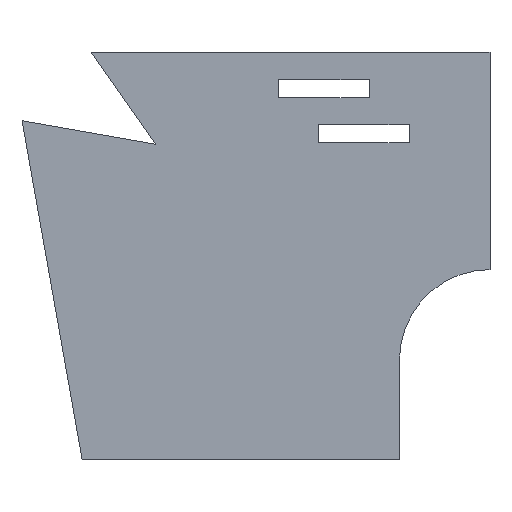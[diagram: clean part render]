
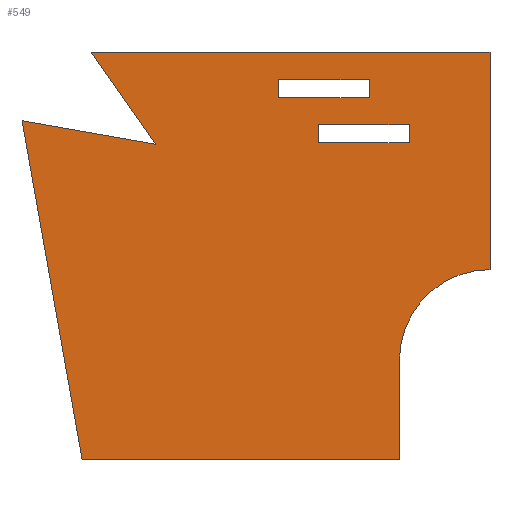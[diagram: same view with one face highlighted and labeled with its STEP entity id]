
A CAD part, front view. The second image highlights one B-rep face of the part: STEP entity #549.
In plain terms, the highlighted planar face has unit normal (0, -1, 0).
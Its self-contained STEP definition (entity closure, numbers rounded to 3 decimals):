
#70=CARTESIAN_POINT('Vertex',(-310.,-455.,-170.)) ;
#75=CARTESIAN_POINT('Line Origine',(-343.179,-455.,17.081)) ;
#79=CARTESIAN_POINT('Vertex',(-376.358,-455.,204.161)) ;
#106=CARTESIAN_POINT('Line Origine',(-302.484,-455.,191.211)) ;
#110=CARTESIAN_POINT('Vertex',(-228.611,-455.,178.261)) ;
#137=CARTESIAN_POINT('Line Origine',(-264.305,-455.,229.13)) ;
#141=CARTESIAN_POINT('Vertex',(-300.,-455.,280.)) ;
#168=CARTESIAN_POINT('Line Origine',(-80.,-455.,280.)) ;
#172=CARTESIAN_POINT('Vertex',(140.,-455.,280.)) ;
#212=CARTESIAN_POINT('Vertex',(6.716,-455.,249.437)) ;
#215=CARTESIAN_POINT('Line Origine',(-43.284,-455.,249.437)) ;
#219=CARTESIAN_POINT('Vertex',(-93.284,-455.,249.437)) ;
#246=CARTESIAN_POINT('Line Origine',(-93.284,-455.,239.437)) ;
#250=CARTESIAN_POINT('Vertex',(-93.284,-455.,229.437)) ;
#277=CARTESIAN_POINT('Line Origine',(-43.284,-455.,229.437)) ;
#281=CARTESIAN_POINT('Vertex',(6.716,-455.,229.437)) ;
#306=CARTESIAN_POINT('Line Origine',(6.716,-455.,239.437)) ;
#336=CARTESIAN_POINT('Vertex',(50.791,-455.,200.028)) ;
#339=CARTESIAN_POINT('Line Origine',(0.791,-455.,200.028)) ;
#343=CARTESIAN_POINT('Vertex',(-49.209,-455.,200.028)) ;
#370=CARTESIAN_POINT('Line Origine',(-49.209,-455.,190.028)) ;
#374=CARTESIAN_POINT('Vertex',(-49.209,-455.,180.028)) ;
#401=CARTESIAN_POINT('Line Origine',(0.791,-455.,180.028)) ;
#405=CARTESIAN_POINT('Vertex',(50.791,-455.,180.028)) ;
#430=CARTESIAN_POINT('Line Origine',(50.791,-455.,190.028)) ;
#496=CARTESIAN_POINT('Axis2P3D Location',(0.,-455.,0.)) ;
#501=CARTESIAN_POINT('Line Origine',(40.,-455.,-115.)) ;
#505=CARTESIAN_POINT('Vertex',(40.,-455.,-170.)) ;
#507=CARTESIAN_POINT('Vertex',(40.,-455.,-60.)) ;
#510=CARTESIAN_POINT('Axis2P3D Location',(140.,-455.,-60.)) ;
#514=CARTESIAN_POINT('Vertex',(140.,-455.,40.)) ;
#517=CARTESIAN_POINT('Line Origine',(140.,-455.,160.)) ;
#522=CARTESIAN_POINT('Line Origine',(-135.,-455.,-170.)) ;
#76=DIRECTION('Vector Direction',(-0.175,0.,0.985)) ;
#107=DIRECTION('Vector Direction',(0.985,0.,-0.173)) ;
#138=DIRECTION('Vector Direction',(-0.574,0.,0.819)) ;
#169=DIRECTION('Vector Direction',(1.,0.,0.)) ;
#216=DIRECTION('Vector Direction',(-1.,0.,0.)) ;
#247=DIRECTION('Vector Direction',(0.,0.,1.)) ;
#278=DIRECTION('Vector Direction',(1.,0.,0.)) ;
#307=DIRECTION('Vector Direction',(0.,0.,-1.)) ;
#340=DIRECTION('Vector Direction',(-1.,0.,0.)) ;
#371=DIRECTION('Vector Direction',(0.,0.,1.)) ;
#402=DIRECTION('Vector Direction',(1.,0.,0.)) ;
#431=DIRECTION('Vector Direction',(0.,0.,-1.)) ;
#497=DIRECTION('Axis2P3D Direction',(0.,1.,0.)) ;
#498=DIRECTION('Axis2P3D XDirection',(-1.,0.,0.)) ;
#502=DIRECTION('Vector Direction',(0.,0.,1.)) ;
#511=DIRECTION('Axis2P3D Direction',(0.,1.,0.)) ;
#518=DIRECTION('Vector Direction',(0.,0.,-1.)) ;
#523=DIRECTION('Vector Direction',(-1.,0.,0.)) ;
#499=AXIS2_PLACEMENT_3D('Plane Axis2P3D',#496,#497,#498) ;
#512=AXIS2_PLACEMENT_3D('Circle Axis2P3D',#510,#511,$) ;
#528=ORIENTED_EDGE('',*,*,#509,.T.) ;
#529=ORIENTED_EDGE('',*,*,#516,.T.) ;
#530=ORIENTED_EDGE('',*,*,#521,.F.) ;
#531=ORIENTED_EDGE('',*,*,#174,.F.) ;
#532=ORIENTED_EDGE('',*,*,#143,.F.) ;
#533=ORIENTED_EDGE('',*,*,#112,.F.) ;
#534=ORIENTED_EDGE('',*,*,#81,.F.) ;
#535=ORIENTED_EDGE('',*,*,#526,.F.) ;
#538=ORIENTED_EDGE('',*,*,#310,.T.) ;
#539=ORIENTED_EDGE('',*,*,#283,.T.) ;
#540=ORIENTED_EDGE('',*,*,#252,.T.) ;
#541=ORIENTED_EDGE('',*,*,#221,.T.) ;
#544=ORIENTED_EDGE('',*,*,#434,.T.) ;
#545=ORIENTED_EDGE('',*,*,#407,.T.) ;
#546=ORIENTED_EDGE('',*,*,#376,.T.) ;
#547=ORIENTED_EDGE('',*,*,#345,.T.) ;
#542=FACE_BOUND('',#537,.T.) ;
#548=FACE_BOUND('',#543,.T.) ;
#77=VECTOR('Line Direction',#76,1.) ;
#108=VECTOR('Line Direction',#107,1.) ;
#139=VECTOR('Line Direction',#138,1.) ;
#170=VECTOR('Line Direction',#169,1.) ;
#217=VECTOR('Line Direction',#216,1.) ;
#248=VECTOR('Line Direction',#247,1.) ;
#279=VECTOR('Line Direction',#278,1.) ;
#308=VECTOR('Line Direction',#307,1.) ;
#341=VECTOR('Line Direction',#340,1.) ;
#372=VECTOR('Line Direction',#371,1.) ;
#403=VECTOR('Line Direction',#402,1.) ;
#432=VECTOR('Line Direction',#431,1.) ;
#503=VECTOR('Line Direction',#502,1.) ;
#519=VECTOR('Line Direction',#518,1.) ;
#524=VECTOR('Line Direction',#523,1.) ;
#549=ADVANCED_FACE('',(#536,#542,#548),#500,.F.) ;
#513=CIRCLE('generated circle',#512,100.) ;
#81=EDGE_CURVE('',#71,#80,#78,.T.) ;
#112=EDGE_CURVE('',#80,#111,#109,.T.) ;
#143=EDGE_CURVE('',#111,#142,#140,.T.) ;
#174=EDGE_CURVE('',#142,#173,#171,.T.) ;
#221=EDGE_CURVE('',#220,#213,#218,.F.) ;
#252=EDGE_CURVE('',#251,#220,#249,.T.) ;
#283=EDGE_CURVE('',#282,#251,#280,.F.) ;
#310=EDGE_CURVE('',#213,#282,#309,.T.) ;
#345=EDGE_CURVE('',#344,#337,#342,.F.) ;
#376=EDGE_CURVE('',#375,#344,#373,.T.) ;
#407=EDGE_CURVE('',#406,#375,#404,.F.) ;
#434=EDGE_CURVE('',#337,#406,#433,.T.) ;
#509=EDGE_CURVE('',#506,#508,#504,.T.) ;
#516=EDGE_CURVE('',#508,#515,#513,.T.) ;
#521=EDGE_CURVE('',#173,#515,#520,.T.) ;
#526=EDGE_CURVE('',#506,#71,#525,.T.) ;
#527=EDGE_LOOP('',(#528,#529,#530,#531,#532,#533,#534,#535)) ;
#537=EDGE_LOOP('',(#538,#539,#540,#541)) ;
#543=EDGE_LOOP('',(#544,#545,#546,#547)) ;
#536=FACE_OUTER_BOUND('',#527,.T.) ;
#78=LINE('Line',#75,#77) ;
#109=LINE('Line',#106,#108) ;
#140=LINE('Line',#137,#139) ;
#171=LINE('Line',#168,#170) ;
#218=LINE('Line',#215,#217) ;
#249=LINE('Line',#246,#248) ;
#280=LINE('Line',#277,#279) ;
#309=LINE('Line',#306,#308) ;
#342=LINE('Line',#339,#341) ;
#373=LINE('Line',#370,#372) ;
#404=LINE('Line',#401,#403) ;
#433=LINE('Line',#430,#432) ;
#504=LINE('Line',#501,#503) ;
#520=LINE('Line',#517,#519) ;
#525=LINE('Line',#522,#524) ;
#500=PLANE('Plane',#499) ;
#71=VERTEX_POINT('',#70) ;
#80=VERTEX_POINT('',#79) ;
#111=VERTEX_POINT('',#110) ;
#142=VERTEX_POINT('',#141) ;
#173=VERTEX_POINT('',#172) ;
#213=VERTEX_POINT('',#212) ;
#220=VERTEX_POINT('',#219) ;
#251=VERTEX_POINT('',#250) ;
#282=VERTEX_POINT('',#281) ;
#337=VERTEX_POINT('',#336) ;
#344=VERTEX_POINT('',#343) ;
#375=VERTEX_POINT('',#374) ;
#406=VERTEX_POINT('',#405) ;
#506=VERTEX_POINT('',#505) ;
#508=VERTEX_POINT('',#507) ;
#515=VERTEX_POINT('',#514) ;
